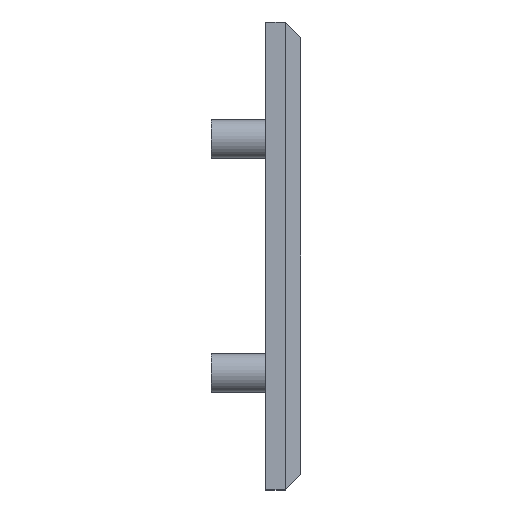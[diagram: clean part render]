
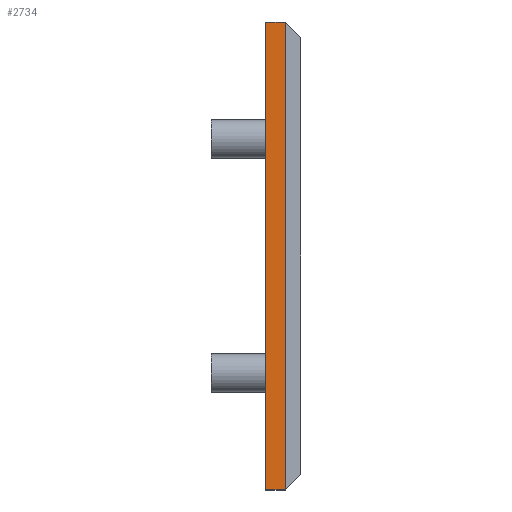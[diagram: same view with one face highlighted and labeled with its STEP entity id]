
A CAD part, left-side view. The second image highlights one B-rep face of the part: STEP entity #2734.
In plain terms, the highlighted planar face has unit normal (-1, 0, 0).
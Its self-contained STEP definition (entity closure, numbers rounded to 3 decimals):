
#10 = CARTESIAN_POINT ( 'NONE',  ( -30., 4.5, 30. ) ) ;
#433 = EDGE_CURVE ( 'NONE', #5475, #4061, #1308, .T. ) ;
#465 = VECTOR ( 'NONE', #3573, 1000. ) ;
#971 = ORIENTED_EDGE ( 'NONE', *, *, #433, .F. ) ;
#1059 = LINE ( 'NONE', #10, #2140 ) ;
#1110 = ORIENTED_EDGE ( 'NONE', *, *, #4564, .F. ) ;
#1308 = LINE ( 'NONE', #4970, #2870 ) ;
#1329 = CARTESIAN_POINT ( 'NONE',  ( -30., 4.5, -30. ) ) ;
#1361 = PLANE ( 'NONE',  #5358 ) ;
#1425 = CARTESIAN_POINT ( 'NONE',  ( -30., 2., -30. ) ) ;
#1585 = CARTESIAN_POINT ( 'NONE',  ( -30., 2., 30. ) ) ;
#1908 = DIRECTION ( 'NONE',  ( 1., 0., 0. ) ) ;
#2140 = VECTOR ( 'NONE', #5836, 1000. ) ;
#2226 = CARTESIAN_POINT ( 'NONE',  ( -30., 2., 30. ) ) ;
#2258 = LINE ( 'NONE', #1585, #4546 ) ;
#2734 = ADVANCED_FACE ( 'NONE', ( #6465 ), #1361, .F. ) ;
#2838 = EDGE_CURVE ( 'NONE', #4340, #5475, #5960, .T. ) ;
#2870 = VECTOR ( 'NONE', #4846, 1000. ) ;
#3168 = DIRECTION ( 'NONE',  ( 0., 0., -1. ) ) ;
#3172 = VERTEX_POINT ( 'NONE', #2226 ) ;
#3460 = CARTESIAN_POINT ( 'NONE',  ( -30., 4.5, 30. ) ) ;
#3573 = DIRECTION ( 'NONE',  ( 0., 1., 0. ) ) ;
#3671 = EDGE_LOOP ( 'NONE', ( #1110, #5123, #971, #3767 ) ) ;
#3767 = ORIENTED_EDGE ( 'NONE', *, *, #2838, .F. ) ;
#4061 = VERTEX_POINT ( 'NONE', #6388 ) ;
#4340 = VERTEX_POINT ( 'NONE', #1425 ) ;
#4546 = VECTOR ( 'NONE', #3168, 1000. ) ;
#4564 = EDGE_CURVE ( 'NONE', #3172, #4340, #2258, .T. ) ;
#4846 = DIRECTION ( 'NONE',  ( 0., 0., 1. ) ) ;
#4970 = CARTESIAN_POINT ( 'NONE',  ( -30., 4.5, 30. ) ) ;
#5123 = ORIENTED_EDGE ( 'NONE', *, *, #5756, .F. ) ;
#5358 = AXIS2_PLACEMENT_3D ( 'NONE', #3460, #1908, #5607 ) ;
#5475 = VERTEX_POINT ( 'NONE', #1329 ) ;
#5607 = DIRECTION ( 'NONE',  ( 0., 0., -1. ) ) ;
#5756 = EDGE_CURVE ( 'NONE', #4061, #3172, #1059, .T. ) ;
#5836 = DIRECTION ( 'NONE',  ( 0., -1., 0. ) ) ;
#5960 = LINE ( 'NONE', #6241, #465 ) ;
#6241 = CARTESIAN_POINT ( 'NONE',  ( -30., 4.5, -30. ) ) ;
#6388 = CARTESIAN_POINT ( 'NONE',  ( -30., 4.5, 30. ) ) ;
#6465 = FACE_OUTER_BOUND ( 'NONE', #3671, .T. ) ;
